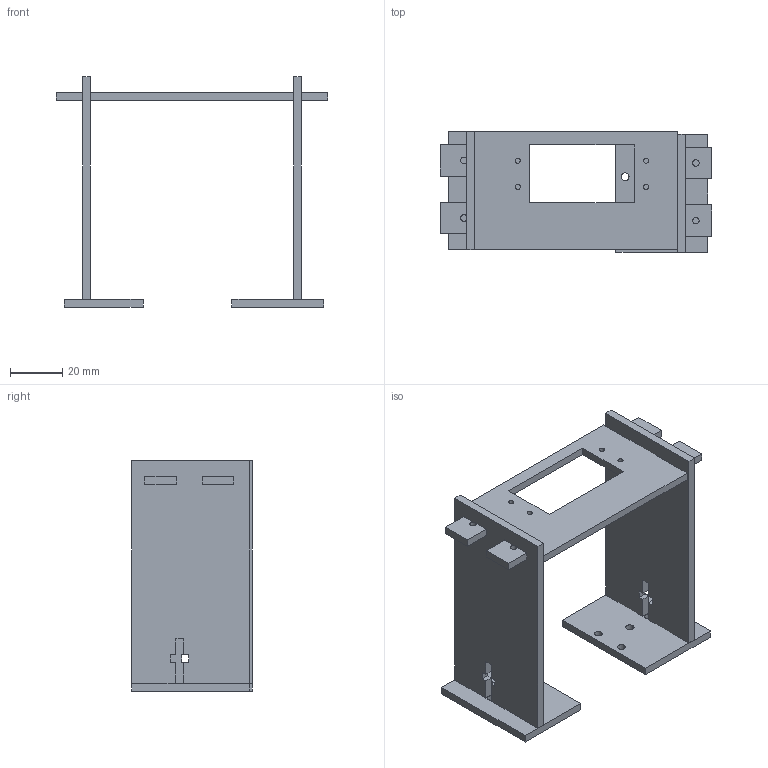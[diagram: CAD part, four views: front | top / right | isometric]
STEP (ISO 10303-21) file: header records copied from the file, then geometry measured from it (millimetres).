
FILE_DESCRIPTION(('CATIA V5 STEP Exchange'),'2;1');
FILE_NAME('V gate motor support.stp','2019-12-29T12:26:07+00:00',('none'),('none'),'CATIA Version 5 Release 20 GA (IN-10)','CATIA V5 STEP AP203','none');
FILE_SCHEMA(('CONFIG_CONTROL_DESIGN'));
Length unit declared in the file: millimetre
Products named in the file (2): frame final (2); Basemotor
Assembly tree (6 placements, depth 3):
  frame final (2)
    Basemotor
      #66
      #1173
      #1900
      #2557
      #3956
Bounding box: 103.5 x 46.01 x 88 mm (x, y, z)
Volume: 40361.5 mm3; surface area: 32182.1 mm2
Topology: 5 solids, 5 shells, 152 faces, 426 edges, 284 vertices
Faces by surface type: plane 122, cylinder 30
Entity records: 5053 total; most frequent: CARTESIAN_POINT 874, ORIENTED_EDGE 852, DIRECTION 754, EDGE_CURVE 426, VECTOR 366, LINE 366, VERTEX_POINT 284, AXIS2_PLACEMENT_3D 224
